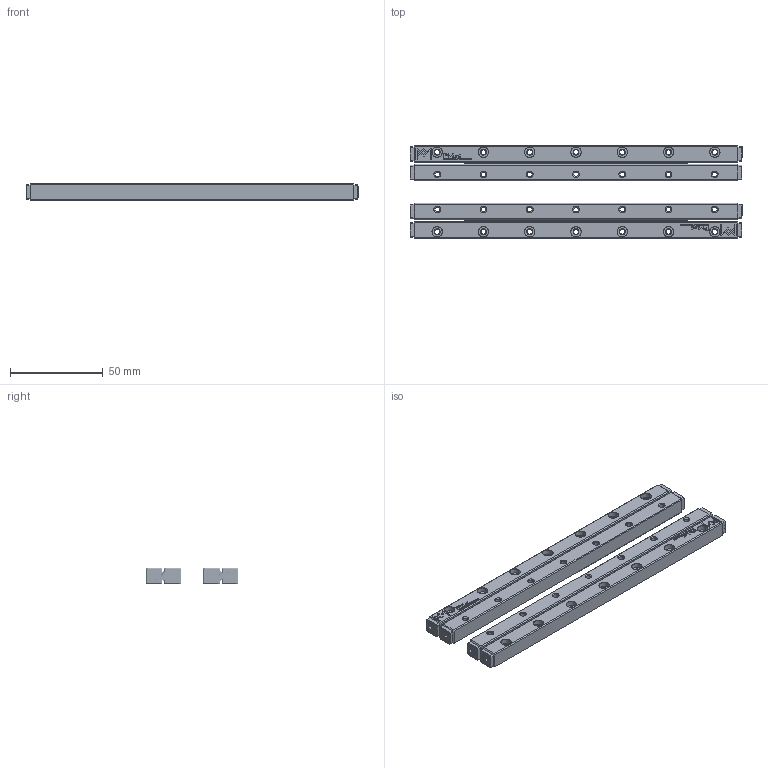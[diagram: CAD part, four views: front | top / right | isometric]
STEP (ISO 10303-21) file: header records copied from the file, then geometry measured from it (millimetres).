
FILE_DESCRIPTION(/* description */ (''),/* implementation_level */ '2;1');
FILE_NAME(/* name */ 'Set RNG-4175x27KRE_stp_stp.stp',/* time_stamp */ '2025-06-03T10:27:52+02:00',/* author */ (''),/* organization */ (''),/* preprocessor_version */ 'ST-DEVELOPER v16.7',/* originating_system */ 'SIEMENS PLM Software NX 12.0',/* authorisation */ '');
FILE_SCHEMA (('AUTOMOTIVE_DESIGN { 1 0 10303 214 3 1 1 1 }'));
Products named in the file (1): Set RNG-4175x27KRE_stp_stp
Bounding box: 179.4 x 50 x 9 mm (x, y, z)
Volume: 52646.9 mm3; surface area: 42262.7 mm2
Topology: 78 solids, 78 shells, 3766 faces, 10140 edges, 6638 vertices
Faces by surface type: plane 1648, cylinder 1086, torus 432, bspline 360, cone 240
Full cylindrical faces by diameter (mm): 0.5 x224, 2 x56, 2.26 x8, 2.65 x28, 3 x8, 3.2 x8, 3.5 x8, 4 x54, 5.5 x28, 6 x8
Entity records: 127235 total; most frequent: CARTESIAN_POINT 27218, ORIENTED_EDGE 18472, DIRECTION 18470, EDGE_CURVE 9236, AXIS2_PLACEMENT_3D 6771, VERTEX_POINT 6412, EDGE_LOOP 5056, LINE 4928
